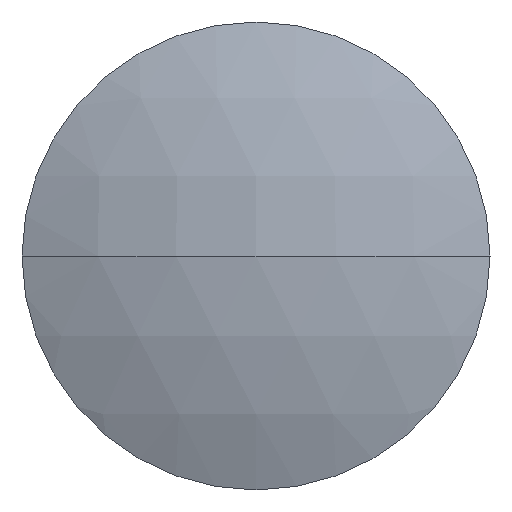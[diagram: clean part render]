
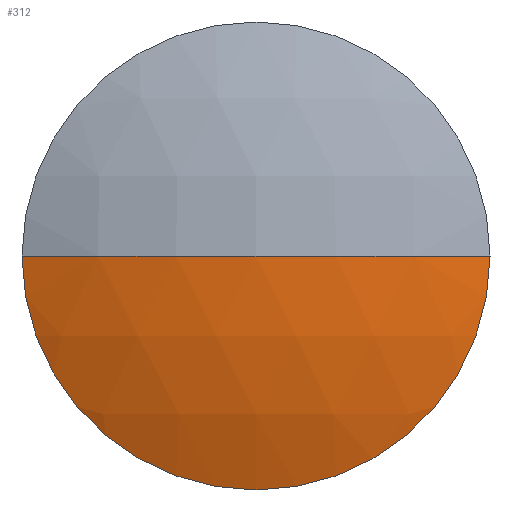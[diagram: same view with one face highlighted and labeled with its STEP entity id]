
A CAD part, left-side view. The second image highlights one B-rep face of the part: STEP entity #312.
In plain terms, the highlighted spherical face has radius 67.017 mm.
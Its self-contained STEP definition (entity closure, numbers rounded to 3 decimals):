
#10 = ORIENTED_EDGE ( 'NONE', *, *, #108, .F. ) ;
#15 = CIRCLE ( 'NONE', #130, 25.4 ) ;
#16 = DIRECTION ( 'NONE',  ( 0., 1., 0. ) ) ;
#25 = AXIS2_PLACEMENT_3D ( 'NONE', #252, #277, #111 ) ;
#35 = CARTESIAN_POINT ( 'NONE',  ( 233.684, 97.232, 0. ) ) ;
#41 = DIRECTION ( 'NONE',  ( 0., 1., 0. ) ) ;
#55 = CIRCLE ( 'NONE', #25, 25.4 ) ;
#56 = EDGE_CURVE ( 'NONE', #168, #85, #55, .T. ) ;
#60 = DIRECTION ( 'NONE',  ( 1., 0., 0. ) ) ;
#63 = DIRECTION ( 'NONE',  ( 0., 0., -1. ) ) ;
#70 = CARTESIAN_POINT ( 'NONE',  ( 171.666, 122.632, 0. ) ) ;
#71 = CARTESIAN_POINT ( 'NONE',  ( 233.684, 97.232, 0. ) ) ;
#73 = EDGE_CURVE ( 'NONE', #341, #168, #15, .T. ) ;
#79 = ORIENTED_EDGE ( 'NONE', *, *, #267, .T. ) ;
#82 = EDGE_LOOP ( 'NONE', ( #232, #156, #79, #10 ) ) ;
#85 = VERTEX_POINT ( 'NONE', #303 ) ;
#102 = AXIS2_PLACEMENT_3D ( 'NONE', #35, #230, #60 ) ;
#108 = EDGE_CURVE ( 'NONE', #341, #324, #249, .T. ) ;
#111 = DIRECTION ( 'NONE',  ( 0., 0., 1. ) ) ;
#116 = CARTESIAN_POINT ( 'NONE',  ( 171.666, 97.232, -25.4 ) ) ;
#130 = AXIS2_PLACEMENT_3D ( 'NONE', #320, #159, #193 ) ;
#156 = ORIENTED_EDGE ( 'NONE', *, *, #56, .T. ) ;
#159 = DIRECTION ( 'NONE',  ( -1., 0., 0. ) ) ;
#168 = VERTEX_POINT ( 'NONE', #116 ) ;
#193 = DIRECTION ( 'NONE',  ( 0., 0., 1. ) ) ;
#205 = CARTESIAN_POINT ( 'NONE',  ( 166.667, 97.232, 0. ) ) ;
#206 = CARTESIAN_POINT ( 'NONE',  ( 233.684, 97.232, 0. ) ) ;
#229 = AXIS2_PLACEMENT_3D ( 'NONE', #71, #334, #16 ) ;
#230 = DIRECTION ( 'NONE',  ( 0., 0., 1. ) ) ;
#232 = ORIENTED_EDGE ( 'NONE', *, *, #73, .T. ) ;
#249 = CIRCLE ( 'NONE', #102, 67.017 ) ;
#252 = CARTESIAN_POINT ( 'NONE',  ( 171.666, 97.232, 0. ) ) ;
#260 = SPHERICAL_SURFACE ( 'NONE', #229, 67.017 ) ;
#267 = EDGE_CURVE ( 'NONE', #85, #324, #336, .T. ) ;
#277 = DIRECTION ( 'NONE',  ( -1., 0., 0. ) ) ;
#298 = AXIS2_PLACEMENT_3D ( 'NONE', #206, #63, #41 ) ;
#303 = CARTESIAN_POINT ( 'NONE',  ( 171.666, 71.832, 0. ) ) ;
#312 = ADVANCED_FACE ( 'NONE', ( #322 ), #260, .T. ) ;
#320 = CARTESIAN_POINT ( 'NONE',  ( 171.666, 97.232, 0. ) ) ;
#322 = FACE_OUTER_BOUND ( 'NONE', #82, .T. ) ;
#324 = VERTEX_POINT ( 'NONE', #205 ) ;
#334 = DIRECTION ( 'NONE',  ( 0., 0., -1. ) ) ;
#336 = CIRCLE ( 'NONE', #298, 67.017 ) ;
#341 = VERTEX_POINT ( 'NONE', #70 ) ;
